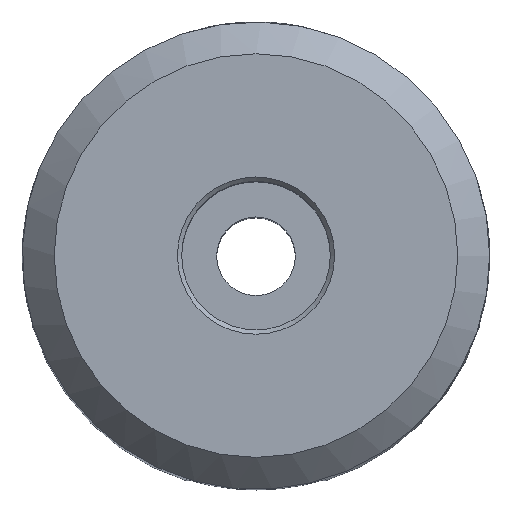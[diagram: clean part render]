
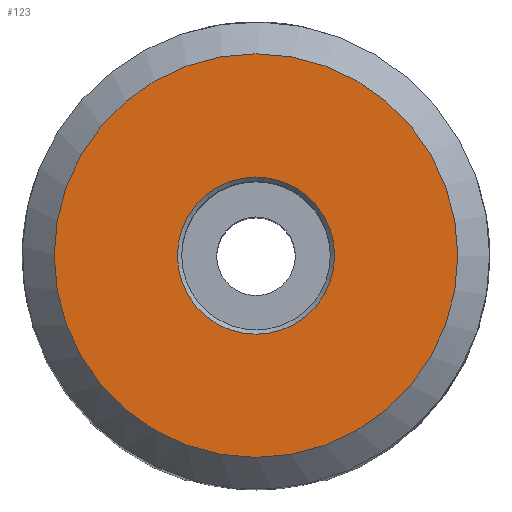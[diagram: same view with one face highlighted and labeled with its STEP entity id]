
A CAD part, top view. The second image highlights one B-rep face of the part: STEP entity #123.
In plain terms, the highlighted planar face has unit normal (0, 0, 1).
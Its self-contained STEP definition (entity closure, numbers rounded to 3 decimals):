
#31 = DIRECTION ( 'NONE',  ( 1., 0., 0. ) ) ;
#117 = EDGE_CURVE ( 'NONE', #692, #692, #200, .T. ) ;
#120 = AXIS2_PLACEMENT_3D ( 'NONE', #445, #520, #858 ) ;
#123 = ADVANCED_FACE ( 'NONE', ( #695, #370 ), #437, .T. ) ;
#147 = ORIENTED_EDGE ( 'NONE', *, *, #239, .T. ) ;
#163 = EDGE_LOOP ( 'NONE', ( #1090 ) ) ;
#200 = CIRCLE ( 'NONE', #120, 3.7 ) ;
#239 = EDGE_CURVE ( 'NONE', #869, #869, #487, .T. ) ;
#370 = FACE_OUTER_BOUND ( 'NONE', #574, .T. ) ;
#436 = CARTESIAN_POINT ( 'NONE',  ( 9.5, 0., 60. ) ) ;
#437 = PLANE ( 'NONE',  #886 ) ;
#445 = CARTESIAN_POINT ( 'NONE',  ( 0., 0., 60. ) ) ;
#487 = CIRCLE ( 'NONE', #641, 9.5 ) ;
#520 = DIRECTION ( 'NONE',  ( 0., 0., -1. ) ) ;
#574 = EDGE_LOOP ( 'NONE', ( #147 ) ) ;
#612 = CARTESIAN_POINT ( 'NONE',  ( 0., 0., 60. ) ) ;
#641 = AXIS2_PLACEMENT_3D ( 'NONE', #612, #871, #31 ) ;
#692 = VERTEX_POINT ( 'NONE', #950 ) ;
#695 = FACE_BOUND ( 'NONE', #163, .T. ) ;
#770 = DIRECTION ( 'NONE',  ( 0., 0., 1. ) ) ;
#858 = DIRECTION ( 'NONE',  ( 1., 0., 0. ) ) ;
#862 = DIRECTION ( 'NONE',  ( 1., 0., 0. ) ) ;
#869 = VERTEX_POINT ( 'NONE', #436 ) ;
#871 = DIRECTION ( 'NONE',  ( 0., 0., 1. ) ) ;
#886 = AXIS2_PLACEMENT_3D ( 'NONE', #1048, #770, #862 ) ;
#950 = CARTESIAN_POINT ( 'NONE',  ( 3.7, 0., 60. ) ) ;
#1048 = CARTESIAN_POINT ( 'NONE',  ( 0., 0., 60. ) ) ;
#1090 = ORIENTED_EDGE ( 'NONE', *, *, #117, .T. ) ;
